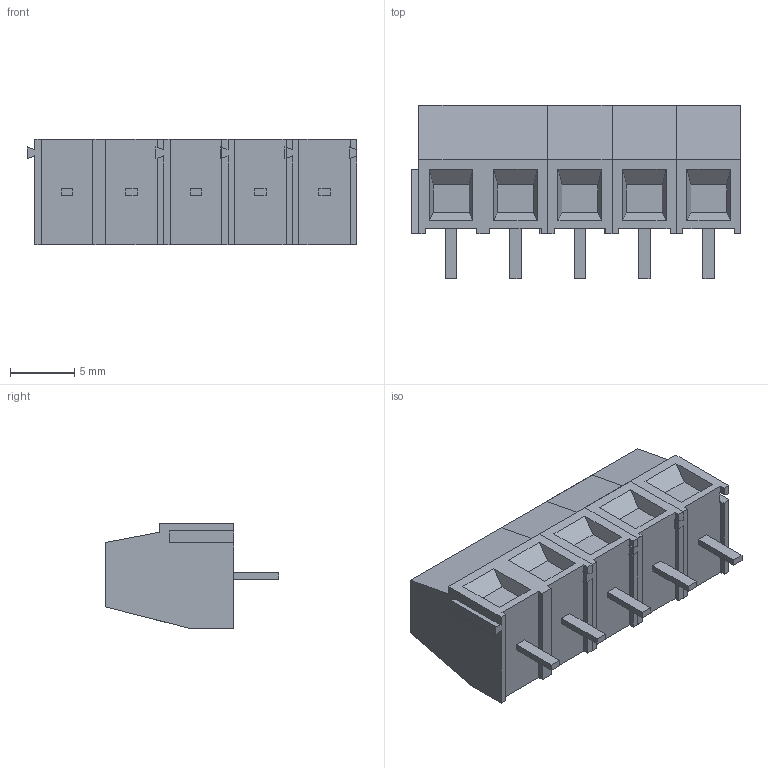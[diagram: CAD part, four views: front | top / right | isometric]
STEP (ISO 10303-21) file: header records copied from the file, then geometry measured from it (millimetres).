
FILE_DESCRIPTION(('FreeCAD Model'),'2;1');
FILE_NAME('Open CASCADE Shape Model','2025-01-31T18:14:34',(''),(''), 'Open CASCADE STEP processor 7.8','FreeCAD','Unknown');
FILE_SCHEMA(('AUTOMOTIVE_DESIGN { 1 0 10303 214 1 1 1 1 }'));
Length unit declared in the file: millimetre
Products named in the file (4): Unnamed; C-282836-2; C-282836-003; C-282836-004
Assembly tree (3 placements, depth 2):
  Unnamed
    C-282836-2
    C-282836-003
    C-282836-004
Bounding box: 25.6 x 13.5 x 8.2 mm (x, y, z)
Volume: 1935.4 mm3; surface area: 1767.4 mm2
Topology: 3 solids, 3 shells, 213 faces, 567 edges, 378 vertices
Faces by surface type: plane 201, cylinder 12
Entity records: 6621 total; most frequent: CARTESIAN_POINT 1162, ORIENTED_EDGE 1134, DIRECTION 1049, EDGE_CURVE 567, LINE 519, VECTOR 519, VERTEX_POINT 378, AXIS2_PLACEMENT_3D 265
